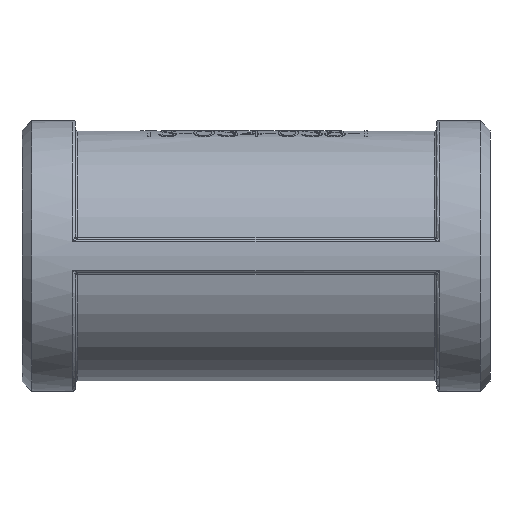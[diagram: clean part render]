
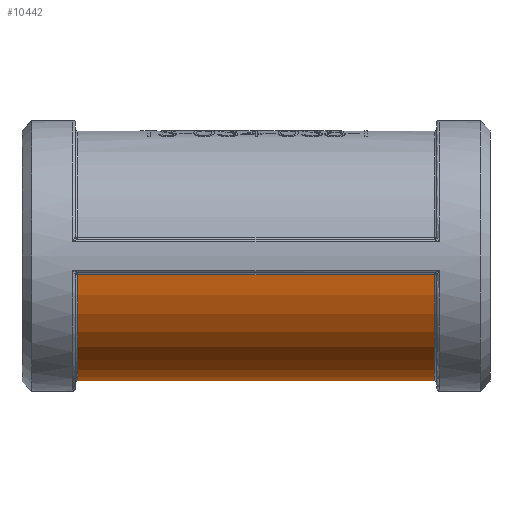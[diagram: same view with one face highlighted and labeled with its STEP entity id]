
A CAD part, front view. The second image highlights one B-rep face of the part: STEP entity #10442.
In plain terms, the highlighted cylindrical face has radius 15.25 mm (diameter 30.5 mm), a partial arc.
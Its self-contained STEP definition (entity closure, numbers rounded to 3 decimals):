
#1043 = EDGE_LOOP ( 'NONE', ( #6919, #6870, #6876, #6918, #6871, #6920, #6923 ) ) ;
#4133 = AXIS2_PLACEMENT_3D ( 'NONE', #14478, #14496, #14501 ) ;
#4536 = VECTOR ( 'NONE', #13776, 1000. ) ;
#4549 = VECTOR ( 'NONE', #13744, 1000. ) ;
#4711 = CIRCLE ( 'NONE', #4738, 15.25 ) ;
#4721 = AXIS2_PLACEMENT_3D ( 'NONE', #21004, #20989, #21005 ) ;
#4738 = AXIS2_PLACEMENT_3D ( 'NONE', #21231, #21226, #21208 ) ;
#4797 = CIRCLE ( 'NONE', #4721, 15.25 ) ;
#5001 = VECTOR ( 'NONE', #21363, 1000. ) ;
#5860 = VERTEX_POINT ( 'NONE', #6878 ) ;
#5865 = VERTEX_POINT ( 'NONE', #6958 ) ;
#5869 = VERTEX_POINT ( 'NONE', #6935 ) ;
#5872 = VERTEX_POINT ( 'NONE', #6956 ) ;
#5907 = VERTEX_POINT ( 'NONE', #6963 ) ;
#5911 = VERTEX_POINT ( 'NONE', #6983 ) ;
#5915 = VERTEX_POINT ( 'NONE', #6972 ) ;
#6870 = ORIENTED_EDGE ( 'NONE', *, *, #10071, .F. ) ;
#6871 = ORIENTED_EDGE ( 'NONE', *, *, #10066, .F. ) ;
#6876 = ORIENTED_EDGE ( 'NONE', *, *, #10037, .F. ) ;
#6878 = CARTESIAN_POINT ( 'NONE',  ( 0., 10.033, -11.485 ) ) ;
#6918 = ORIENTED_EDGE ( 'NONE', *, *, #9970, .F. ) ;
#6919 = ORIENTED_EDGE ( 'NONE', *, *, #10017, .F. ) ;
#6920 = ORIENTED_EDGE ( 'NONE', *, *, #10044, .F. ) ;
#6923 = ORIENTED_EDGE ( 'NONE', *, *, #9969, .F. ) ;
#6935 = CARTESIAN_POINT ( 'NONE',  ( -21.7, 15.082, -2.256 ) ) ;
#6956 = CARTESIAN_POINT ( 'NONE',  ( -21.7, -15.082, -2.256 ) ) ;
#6958 = CARTESIAN_POINT ( 'NONE',  ( -14.953, 15.082, -2.256 ) ) ;
#6963 = CARTESIAN_POINT ( 'NONE',  ( 21.7, -15.082, -2.256 ) ) ;
#6972 = CARTESIAN_POINT ( 'NONE',  ( 21.7, 15.082, -2.256 ) ) ;
#6983 = CARTESIAN_POINT ( 'NONE',  ( 14.953, 15.082, -2.256 ) ) ;
#9969 = EDGE_CURVE ( 'NONE', #5915, #5911, #13732, .T. ) ;
#9970 = EDGE_CURVE ( 'NONE', #5865, #5869, #13700, .T. ) ;
#10017 = EDGE_CURVE ( 'NONE', #5907, #5915, #4797, .T. ) ;
#10037 = EDGE_CURVE ( 'NONE', #5869, #5872, #4711, .T. ) ;
#10044 = EDGE_CURVE ( 'NONE', #5911, #5860, #24022, .T. ) ;
#10066 = EDGE_CURVE ( 'NONE', #5860, #5865, #23888, .T. ) ;
#10071 = EDGE_CURVE ( 'NONE', #5872, #5907, #21362, .T. ) ;
#10442 = ADVANCED_FACE ( 'NONE', ( #14492 ), #14494, .T. ) ;
#13700 = LINE ( 'NONE', #13783, #4536 ) ;
#13732 = LINE ( 'NONE', #13766, #4549 ) ;
#13744 = DIRECTION ( 'NONE',  ( -1., 0., 0. ) ) ;
#13766 = CARTESIAN_POINT ( 'NONE',  ( 0., 15.082, -2.256 ) ) ;
#13776 = DIRECTION ( 'NONE',  ( -1., 0., 0. ) ) ;
#13783 = CARTESIAN_POINT ( 'NONE',  ( 0., 15.082, -2.256 ) ) ;
#14478 = CARTESIAN_POINT ( 'NONE',  ( 0., 0., 0. ) ) ;
#14492 = FACE_OUTER_BOUND ( 'NONE', #1043, .T. ) ;
#14494 = CYLINDRICAL_SURFACE ( 'NONE', #4133, 15.25 ) ;
#14496 = DIRECTION ( 'NONE',  ( 1., 0., 0. ) ) ;
#14501 = DIRECTION ( 'NONE',  ( 0., -1., 0. ) ) ;
#20989 = DIRECTION ( 'NONE',  ( 1., 0., 0. ) ) ;
#21004 = CARTESIAN_POINT ( 'NONE',  ( 21.7, 0., 0. ) ) ;
#21005 = DIRECTION ( 'NONE',  ( 0., 0., -1. ) ) ;
#21199 = CARTESIAN_POINT ( 'NONE',  ( 4.218, 10.338, -11.227 ) ) ;
#21208 = DIRECTION ( 'NONE',  ( 0., 0., -1. ) ) ;
#21217 = CARTESIAN_POINT ( 'NONE',  ( 14.953, 15.082, -2.256 ) ) ;
#21218 = CARTESIAN_POINT ( 'NONE',  ( 14.544, 14.852, -3.795 ) ) ;
#21225 = CARTESIAN_POINT ( 'NONE',  ( 12.89, 13.925, -6.652 ) ) ;
#21226 = DIRECTION ( 'NONE',  ( -1., 0., 0. ) ) ;
#21227 = CARTESIAN_POINT ( 'NONE',  ( 8.763, 11.891, -9.724 ) ) ;
#21231 = CARTESIAN_POINT ( 'NONE',  ( -21.7, 0., 0. ) ) ;
#21232 = CARTESIAN_POINT ( 'NONE',  ( 1.053, 10.033, -11.485 ) ) ;
#21233 = CARTESIAN_POINT ( 'NONE',  ( 0., 10.033, -11.485 ) ) ;
#21295 = CARTESIAN_POINT ( 'NONE',  ( -3.157, 10.229, -11.317 ) ) ;
#21296 = CARTESIAN_POINT ( 'NONE',  ( -13.311, 14.157, -5.939 ) ) ;
#21301 = CARTESIAN_POINT ( 'NONE',  ( -14.544, 14.852, -3.795 ) ) ;
#21306 = CARTESIAN_POINT ( 'NONE',  ( -10.197, 12.597, -8.749 ) ) ;
#21311 = CARTESIAN_POINT ( 'NONE',  ( -14.953, 15.082, -2.256 ) ) ;
#21320 = CARTESIAN_POINT ( 'NONE',  ( 0., 10.033, -11.485 ) ) ;
#21323 = CARTESIAN_POINT ( 'NONE',  ( -1.053, 10.033, -11.485 ) ) ;
#21326 = CARTESIAN_POINT ( 'NONE',  ( -7.002, 11.214, -10.39 ) ) ;
#21362 = LINE ( 'NONE', #21371, #5001 ) ;
#21363 = DIRECTION ( 'NONE',  ( 1., 0., 0. ) ) ;
#21371 = CARTESIAN_POINT ( 'NONE',  ( 0., -15.082, -2.256 ) ) ;
#23888 = B_SPLINE_CURVE_WITH_KNOTS ( 'NONE', 3,
 ( #21320, #21323, #21295, #21326, #21306, #21296, #21301, #21311 ),
 .UNSPECIFIED., .F., .F.,
 ( 4, 1, 1, 1, 1, 4 ),
 ( 0., 0.143, 0.286, 0.571, 0.714, 1. ),
 .UNSPECIFIED. ) ;
#24022 = B_SPLINE_CURVE_WITH_KNOTS ( 'NONE', 3,
 ( #21217, #21218, #21225, #21227, #21199, #21232, #21233 ),
 .UNSPECIFIED., .F., .F.,
 ( 4, 1, 1, 1, 4 ),
 ( 0., 0.286, 0.571, 0.857, 1. ),
 .UNSPECIFIED. ) ;
